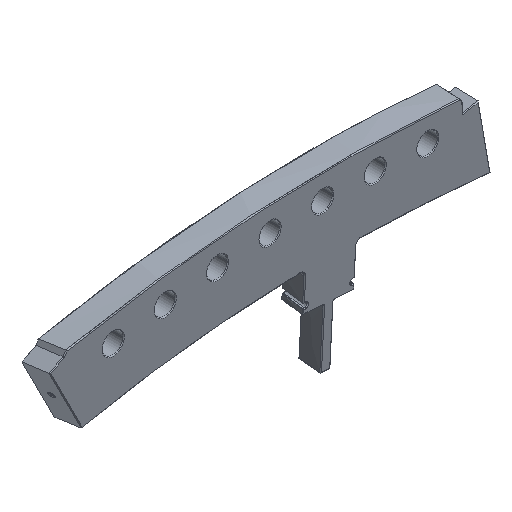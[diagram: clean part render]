
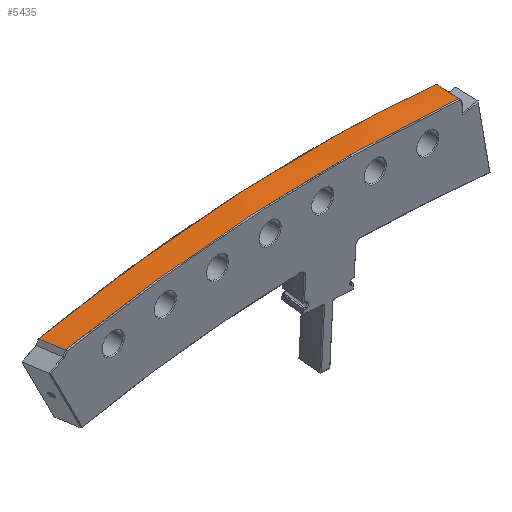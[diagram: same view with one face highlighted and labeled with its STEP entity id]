
A CAD part, isometric view. The second image highlights one B-rep face of the part: STEP entity #5435.
In plain terms, the highlighted free-form (B-spline) face has degree [3, 3] with [6, 4] control points.
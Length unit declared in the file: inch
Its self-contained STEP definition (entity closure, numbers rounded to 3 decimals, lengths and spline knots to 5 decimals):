
#1584=CARTESIAN_POINT('',(14.91186,-2.06427,1.68057));
#1585=CARTESIAN_POINT('',(13.25674,-2.06454,1.8261));
#1586=CARTESIAN_POINT('',(9.85101,-2.06059,2.0474));
#1587=CARTESIAN_POINT('',(4.6842,-2.06281,2.14246));
#1588=CARTESIAN_POINT('',(-0.57072,-2.06221,
1.98741));
#1589=CARTESIAN_POINT('',(-5.81218,-2.06245,
1.58128));
#1590=CARTESIAN_POINT('',(-10.96507,-2.06018,
0.93263));
#1591=CARTESIAN_POINT('',(-14.35349,-2.06337,
0.34376));
#1592=CARTESIAN_POINT('',(-16.00897,-2.063,
0.01637));
#1594=DIRECTION('',(-0.064,0.994,-0.09));
#1595=VECTOR('',#1594,2.01726);
#1596=CARTESIAN_POINT('',(-16.00897,-2.063,
0.01637));
#1597=LINE('',#1596,#1595);
#1598=CARTESIAN_POINT('',(-16.13728,-0.05807,
-0.16572));
#1599=CARTESIAN_POINT('',(-14.46345,-0.05843,
0.18053));
#1600=CARTESIAN_POINT('',(-11.03563,-0.05517,
0.80239));
#1601=CARTESIAN_POINT('',(-5.81874,-0.05746,
1.48377));
#1602=CARTESIAN_POINT('',(-0.50961,-0.0572,
1.90505));
#1603=CARTESIAN_POINT('',(4.81405,-0.05784,
2.05711));
#1604=CARTESIAN_POINT('',(10.04777,-0.05553,
1.94123));
#1605=CARTESIAN_POINT('',(13.49606,-0.05977,
1.6948));
#1606=CARTESIAN_POINT('',(15.1713,-0.05952,
1.53434));
#1626=DIRECTION('',(0.128,0.989,-0.072));
#1627=VECTOR('',#1626,2.02675);
#1628=CARTESIAN_POINT('',(14.91186,-2.06427,1.68057));
#1629=LINE('',#1628,#1627);
#2393=CARTESIAN_POINT('',(-16.13728,-0.05807,
-0.16572));
#2394=VERTEX_POINT('',#2393);
#2395=VERTEX_POINT('',#1606);
#2481=CARTESIAN_POINT('',(14.91186,-2.06427,1.68057));
#2483=VERTEX_POINT('',#2481);
#2484=VERTEX_POINT('',#1592);
#5401=CARTESIAN_POINT('',(-16.60845,-2.20775,
-0.09222));
#5402=CARTESIAN_POINT('',(-16.66006,-1.44187,
-0.16448));
#5403=CARTESIAN_POINT('',(-16.71166,-0.67598,
-0.23674));
#5404=CARTESIAN_POINT('',(-16.76327,0.0899,
-0.30901));
#5405=CARTESIAN_POINT('',(-16.40565,-2.20775,
-0.05107));
#5406=CARTESIAN_POINT('',(-16.4564,-1.44187,
-0.12242));
#5407=CARTESIAN_POINT('',(-16.50715,-0.67598,
-0.19376));
#5408=CARTESIAN_POINT('',(-16.5579,0.0899,
-0.26511));
#5409=CARTESIAN_POINT('',(-6.05685,-2.20775,
2.0185));
#5410=CARTESIAN_POINT('',(-6.06359,-1.44187,
1.99312));
#5411=CARTESIAN_POINT('',(-6.07032,-0.67598,
1.96773));
#5412=CARTESIAN_POINT('',(-6.07706,0.0899,
1.94234));
#5413=CARTESIAN_POINT('',(4.79447,-2.20775,2.60212));
#5414=CARTESIAN_POINT('',(4.84643,-1.44187,2.58191));
#5415=CARTESIAN_POINT('',(4.8984,-0.67598,
2.56169));
#5416=CARTESIAN_POINT('',(4.95037,0.0899,2.54148));
#5417=CARTESIAN_POINT('',(15.30554,-2.20775,1.65446));
#5418=CARTESIAN_POINT('',(15.40658,-1.44187,1.59715));
#5419=CARTESIAN_POINT('',(15.50762,-0.67598,
1.53985));
#5420=CARTESIAN_POINT('',(15.60867,0.0899,1.48255));
#5421=CARTESIAN_POINT('',(15.51159,-2.20775,1.6353));
#5422=CARTESIAN_POINT('',(15.61359,-1.44187,1.57725));
#5423=CARTESIAN_POINT('',(15.71559,-0.67598,
1.51921));
#5424=CARTESIAN_POINT('',(15.81759,0.0899,1.46116));
#5425=B_SPLINE_SURFACE_WITH_KNOTS('',3,3,((#5401,#5402,#5403,#5404),(#5405,
#5406,#5407,#5408),(#5409,#5410,#5411,#5412),(#5413,#5414,#5415,#5416),(#5417,
#5418,#5419,#5420),(#5421,#5422,#5423,#5424)),.UNSPECIFIED.,.F.,.F.,.F.,(4,1,1,
4),(4,4),(-0.02,0.,1.,1.02),(-0.03894,1.04231),
.UNSPECIFIED.);
#5427=ORIENTED_EDGE('',*,*,#5426,.T.);
#5429=ORIENTED_EDGE('',*,*,#5428,.T.);
#5430=ORIENTED_EDGE('',*,*,#5392,.T.);
#5432=ORIENTED_EDGE('',*,*,#5431,.F.);
#5433=EDGE_LOOP('',(#5427,#5429,#5430,#5432));
#5434=FACE_OUTER_BOUND('',#5433,.F.);
#5435=ADVANCED_FACE('',(#5434),#5425,.T.);
#1593=B_SPLINE_CURVE_WITH_KNOTS('',3,(#1584,#1585,#1586,#1587,#1588,#1589,#1590,
#1591,#1592),.UNSPECIFIED.,.F.,.F.,(4,1,1,1,1,1,4),(0.,0.16056,
0.32965,0.49874,0.66783,0.83691,1.),
.UNSPECIFIED.);
#1607=B_SPLINE_CURVE_WITH_KNOTS('',3,(#1598,#1599,#1600,#1601,#1602,#1603,#1604,
#1605,#1606),.UNSPECIFIED.,.F.,.F.,(4,1,1,1,1,1,4),(0.,0.16309,
0.33217,0.50126,0.67035,0.83943,1.),
.UNSPECIFIED.);
#5392=EDGE_CURVE('',#2394,#2395,#1607,.T.);
#5426=EDGE_CURVE('',#2483,#2484,#1593,.T.);
#5428=EDGE_CURVE('',#2484,#2394,#1597,.T.);
#5431=EDGE_CURVE('',#2483,#2395,#1629,.T.);
